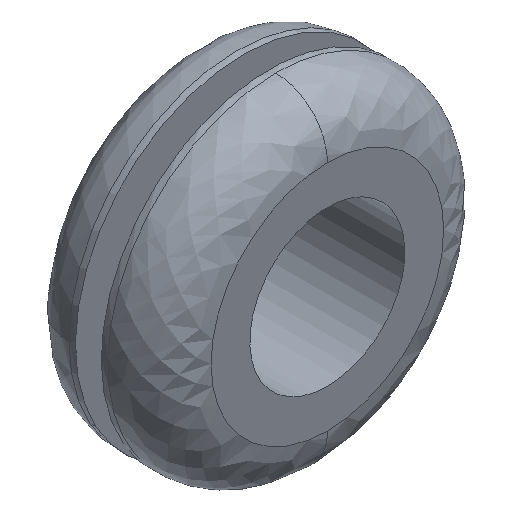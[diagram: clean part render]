
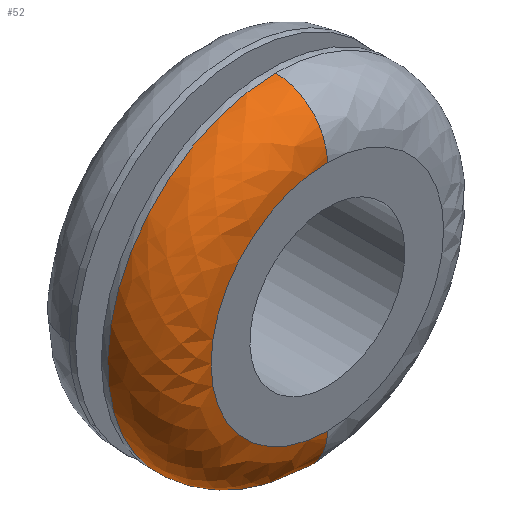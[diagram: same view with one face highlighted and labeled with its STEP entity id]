
A CAD part, isometric view. The second image highlights one B-rep face of the part: STEP entity #52.
In plain terms, the highlighted free-form (B-spline) face has degree [2, 2] with [5, 5] control points.
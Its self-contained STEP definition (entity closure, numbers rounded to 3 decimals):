
#52=ADVANCED_FACE('',(#181),#180,.T.);
#180=( BOUNDED_SURFACE() B_SPLINE_SURFACE( 2,2,((#284,#285,#286,#287,#288),(#289,#290,#291,#292,#293),(#294,#295,#296,#297,#298),(#299,#300,#301,#302,#303),(#304,#305,#306,#307,#308)), .UNSPECIFIED.,.F.,.F.,.F.) B_SPLINE_SURFACE_WITH_KNOTS((3,2,3),(3,2,3),(0.,1.047,1.571),(0.,1.571,3.142), .UNSPECIFIED. ) GEOMETRIC_REPRESENTATION_ITEM() RATIONAL_B_SPLINE_SURFACE(((1.,0.707,1.,0.707,1.),(0.866,0.612,0.866,0.612,0.866),(1.,0.707,1.,0.707,1.),(0.933,0.66,0.933,0.66,0.933),(0.933,0.66,0.933,0.66,0.933))) REPRESENTATION_ITEM('') SURFACE() );
#181=FACE_OUTER_BOUND('',#309,.T.);
#284=CARTESIAN_POINT('',(0.,4.,-13.));
#285=CARTESIAN_POINT('',(-13.,4.,-13.));
#286=CARTESIAN_POINT('',(-13.,4.,0.));
#287=CARTESIAN_POINT('',(-13.,4.,13.));
#288=CARTESIAN_POINT('',(0.,4.,13.));
#289=CARTESIAN_POINT('',(0.,1.691,-13.));
#290=CARTESIAN_POINT('',(-13.,1.691,-13.));
#291=CARTESIAN_POINT('',(-13.,1.691,0.));
#292=CARTESIAN_POINT('',(-13.,1.691,13.));
#293=CARTESIAN_POINT('',(0.,1.691,13.));
#294=CARTESIAN_POINT('',(0.,0.536,-11.));
#295=CARTESIAN_POINT('',(-11.,0.536,-11.));
#296=CARTESIAN_POINT('',(-11.,0.536,0.));
#297=CARTESIAN_POINT('',(-11.,0.536,11.));
#298=CARTESIAN_POINT('',(0.,0.536,11.));
#299=CARTESIAN_POINT('',(0.,0.,-10.072));
#300=CARTESIAN_POINT('',(-10.072,0.,-10.072));
#301=CARTESIAN_POINT('',(-10.072,0.,0.));
#302=CARTESIAN_POINT('',(-10.072,0.,10.072));
#303=CARTESIAN_POINT('',(0.,0.,10.072));
#304=CARTESIAN_POINT('',(0.,0.,-9.));
#305=CARTESIAN_POINT('',(-9.,0.,-9.));
#306=CARTESIAN_POINT('',(-9.,0.,0.));
#307=CARTESIAN_POINT('',(-9.,0.,9.));
#308=CARTESIAN_POINT('',(0.,0.,9.));
#309=EDGE_LOOP('',(#459,#460,#461,#462,#463,#464));
#459=ORIENTED_EDGE('',*,*,#515,.T.);
#460=ORIENTED_EDGE('',*,*,#514,.T.);
#461=ORIENTED_EDGE('',*,*,#512,.T.);
#462=ORIENTED_EDGE('',*,*,#531,.T.);
#463=ORIENTED_EDGE('',*,*,#504,.F.);
#464=ORIENTED_EDGE('',*,*,#532,.F.);
#504=EDGE_CURVE('',#661,#662,#663,.T.);
#512=EDGE_CURVE('',#717,#710,#718,.T.);
#514=EDGE_CURVE('',#730,#717,#731,.T.);
#515=EDGE_CURVE('',#737,#730,#738,.T.);
#531=EDGE_CURVE('',#710,#662,#842,.T.);
#532=EDGE_CURVE('',#737,#661,#848,.T.);
#661=VERTEX_POINT('',#956);
#662=VERTEX_POINT('',#957);
#663=CIRCLE('',#961,9.);
#710=VERTEX_POINT('',#989);
#717=VERTEX_POINT('',#994);
#718=CIRCLE('',#998,13.);
#730=VERTEX_POINT('',#1001);
#731=CIRCLE('',#1005,13.);
#737=VERTEX_POINT('',#1006);
#738=CIRCLE('',#1010,13.);
#842=(BOUNDED_CURVE() B_SPLINE_CURVE(2,(#1067,#1068,#1069,#1070,#1071),.UNSPECIFIED.,.F.,.F.) B_SPLINE_CURVE_WITH_KNOTS((3,2,3),(0.,1.047,1.571),.UNSPECIFIED.) CURVE() GEOMETRIC_REPRESENTATION_ITEM() RATIONAL_B_SPLINE_CURVE((1.,0.866,1.,0.933,0.933)) REPRESENTATION_ITEM('') );
#848=(BOUNDED_CURVE() B_SPLINE_CURVE(2,(#1072,#1073,#1074,#1075,#1076),.UNSPECIFIED.,.F.,.F.) B_SPLINE_CURVE_WITH_KNOTS((3,2,3),(0.,1.047,1.571),.UNSPECIFIED.) CURVE() GEOMETRIC_REPRESENTATION_ITEM() RATIONAL_B_SPLINE_CURVE((1.,0.866,1.,0.933,0.933)) REPRESENTATION_ITEM('') );
#956=CARTESIAN_POINT('',(0.,0.,9.));
#957=CARTESIAN_POINT('',(0.,0.,-9.));
#958=CARTESIAN_POINT('',(0.,0.,0.));
#959=DIRECTION('',(0.,-1.,0.));
#960=DIRECTION('',(0.,0.,1.));
#961=AXIS2_PLACEMENT_3D('',#958,#959,#960);
#989=CARTESIAN_POINT('',(0.,4.,-13.));
#994=CARTESIAN_POINT('',(-8.506,4.,-9.831));
#995=CARTESIAN_POINT('',(0.,4.,0.));
#996=DIRECTION('',(0.,-1.,0.));
#997=DIRECTION('',(0.654,0.,0.756));
#998=AXIS2_PLACEMENT_3D('',#995,#996,#997);
#1001=CARTESIAN_POINT('',(-12.996,4.,0.327));
#1002=CARTESIAN_POINT('',(0.,4.,0.));
#1003=DIRECTION('',(0.,-1.,0.));
#1004=DIRECTION('',(0.654,0.,0.756));
#1005=AXIS2_PLACEMENT_3D('',#1002,#1003,#1004);
#1006=CARTESIAN_POINT('',(0.,4.,13.));
#1007=CARTESIAN_POINT('',(0.,4.,0.));
#1008=DIRECTION('',(0.,-1.,0.));
#1009=DIRECTION('',(0.,0.,-1.));
#1010=AXIS2_PLACEMENT_3D('',#1007,#1008,#1009);
#1067=CARTESIAN_POINT('',(0.,4.,-13.));
#1068=CARTESIAN_POINT('',(0.,1.691,-13.));
#1069=CARTESIAN_POINT('',(0.,0.536,-11.));
#1070=CARTESIAN_POINT('',(0.,0.,-10.072));
#1071=CARTESIAN_POINT('',(0.,0.,-9.));
#1072=CARTESIAN_POINT('',(0.,4.,13.));
#1073=CARTESIAN_POINT('',(0.,1.691,13.));
#1074=CARTESIAN_POINT('',(0.,0.536,11.));
#1075=CARTESIAN_POINT('',(0.,0.,10.072));
#1076=CARTESIAN_POINT('',(0.,0.,9.));
